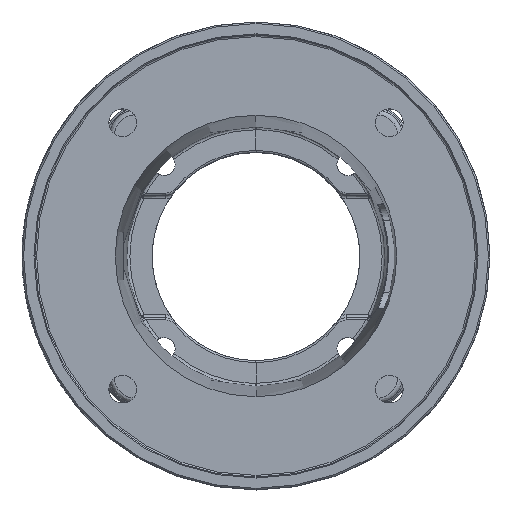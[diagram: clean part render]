
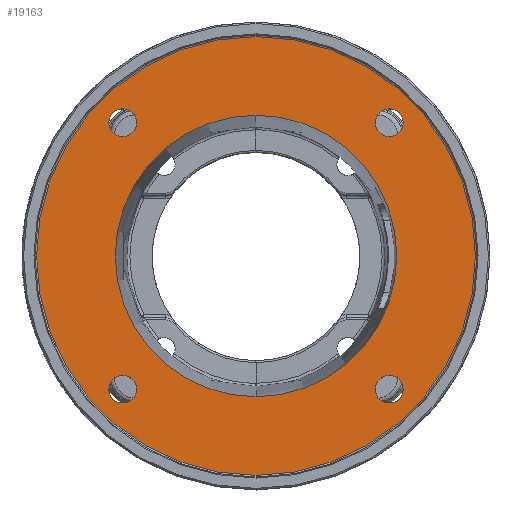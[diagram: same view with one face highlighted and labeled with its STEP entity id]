
A CAD part, top view. The second image highlights one B-rep face of the part: STEP entity #19163.
In plain terms, the highlighted planar face has unit normal (0, 0, 1).
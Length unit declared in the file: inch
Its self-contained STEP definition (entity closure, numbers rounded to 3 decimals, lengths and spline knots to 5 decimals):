
#632=CARTESIAN_POINT('',(0.,0.,-0.2075));
#633=DIRECTION('',(0.,0.,1.));
#634=DIRECTION('',(0.,1.,0.));
#635=AXIS2_PLACEMENT_3D('',#632,#633,#634);
#2292=CARTESIAN_POINT('',(0.,0.,-0.2075));
#2293=DIRECTION('',(0.,0.,1.));
#2294=DIRECTION('',(0.,-1.,0.));
#2295=AXIS2_PLACEMENT_3D('',#2292,#2293,#2294);
#3755=CARTESIAN_POINT('',(0.,0.,-0.2075));
#3756=DIRECTION('',(0.,0.,-1.));
#3757=DIRECTION('',(0.,1.,0.));
#3758=AXIS2_PLACEMENT_3D('',#3755,#3756,#3757);
#3760=CARTESIAN_POINT('',(0.,0.,-0.2075));
#3761=DIRECTION('',(0.,0.,1.));
#3762=DIRECTION('',(0.,1.,0.));
#3763=AXIS2_PLACEMENT_3D('',#3760,#3761,#3762);
#3811=CARTESIAN_POINT('',(-2.56326,2.56326,-0.2075));
#3812=DIRECTION('',(0.,0.,-1.));
#3813=DIRECTION('',(-0.707,0.707,0.));
#3814=AXIS2_PLACEMENT_3D('',#3811,#3812,#3813);
#3821=CARTESIAN_POINT('',(-2.56326,2.56326,-0.2075));
#3822=DIRECTION('',(0.,0.,-1.));
#3823=DIRECTION('',(0.707,-0.707,0.));
#3824=AXIS2_PLACEMENT_3D('',#3821,#3822,#3823);
#3847=CARTESIAN_POINT('',(-2.56326,-2.56326,-0.2075));
#3848=DIRECTION('',(0.,0.,-1.));
#3849=DIRECTION('',(-0.707,-0.707,0.));
#3850=AXIS2_PLACEMENT_3D('',#3847,#3848,#3849);
#3857=CARTESIAN_POINT('',(-2.56326,-2.56326,-0.2075));
#3858=DIRECTION('',(0.,0.,-1.));
#3859=DIRECTION('',(0.707,0.707,0.));
#3860=AXIS2_PLACEMENT_3D('',#3857,#3858,#3859);
#3883=CARTESIAN_POINT('',(2.56326,-2.56326,-0.2075));
#3884=DIRECTION('',(0.,0.,-1.));
#3885=DIRECTION('',(0.707,-0.707,0.));
#3886=AXIS2_PLACEMENT_3D('',#3883,#3884,#3885);
#3893=CARTESIAN_POINT('',(2.56326,-2.56326,-0.2075));
#3894=DIRECTION('',(0.,0.,-1.));
#3895=DIRECTION('',(-0.707,0.707,0.));
#3896=AXIS2_PLACEMENT_3D('',#3893,#3894,#3895);
#3919=CARTESIAN_POINT('',(2.56326,2.56326,-0.2075));
#3920=DIRECTION('',(0.,0.,-1.));
#3921=DIRECTION('',(0.707,0.707,0.));
#3922=AXIS2_PLACEMENT_3D('',#3919,#3920,#3921);
#3929=CARTESIAN_POINT('',(2.56326,2.56326,-0.2075));
#3930=DIRECTION('',(0.,0.,-1.));
#3931=DIRECTION('',(-0.707,-0.707,0.));
#3932=AXIS2_PLACEMENT_3D('',#3929,#3930,#3931);
#12159=CARTESIAN_POINT('',(0.,4.22,-0.2075));
#12161=VERTEX_POINT('',#12159);
#12165=CARTESIAN_POINT('',(0.,-4.22,-0.2075));
#12167=VERTEX_POINT('',#12165);
#12171=CARTESIAN_POINT('',(0.,2.70736,-0.2075));
#12172=CARTESIAN_POINT('',(0.,-2.70736,-0.2075));
#12173=VERTEX_POINT('',#12171);
#12174=VERTEX_POINT('',#12172);
#12179=CARTESIAN_POINT('',(-2.75065,2.75065,-0.2075));
#12180=CARTESIAN_POINT('',(-2.37588,2.37588,-0.2075));
#12181=VERTEX_POINT('',#12179);
#12182=VERTEX_POINT('',#12180);
#12183=CARTESIAN_POINT('',(-2.75065,-2.75065,-0.2075));
#12184=CARTESIAN_POINT('',(-2.37588,-2.37588,-0.2075));
#12185=VERTEX_POINT('',#12183);
#12186=VERTEX_POINT('',#12184);
#12187=CARTESIAN_POINT('',(2.75065,-2.75065,-0.2075));
#12188=CARTESIAN_POINT('',(2.37588,-2.37588,-0.2075));
#12189=VERTEX_POINT('',#12187);
#12190=VERTEX_POINT('',#12188);
#12191=CARTESIAN_POINT('',(2.75065,2.75065,-0.2075));
#12192=CARTESIAN_POINT('',(2.37588,2.37588,-0.2075));
#12193=VERTEX_POINT('',#12191);
#12194=VERTEX_POINT('',#12192);
#19124=CARTESIAN_POINT('',(0.,0.,-0.2075));
#19125=DIRECTION('',(0.,0.,1.));
#19126=DIRECTION('',(0.,1.,0.));
#19127=AXIS2_PLACEMENT_3D('',#19124,#19125,#19126);
#19128=PLANE('',#19127);
#19130=ORIENTED_EDGE('',*,*,#19129,.T.);
#19132=ORIENTED_EDGE('',*,*,#19131,.F.);
#19133=EDGE_LOOP('',(#19130,#19132));
#19134=FACE_OUTER_BOUND('',#19133,.F.);
#19135=ORIENTED_EDGE('',*,*,#13157,.T.);
#19136=ORIENTED_EDGE('',*,*,#16102,.T.);
#19137=EDGE_LOOP('',(#19135,#19136));
#19138=FACE_BOUND('',#19137,.F.);
#19140=ORIENTED_EDGE('',*,*,#19139,.F.);
#19142=ORIENTED_EDGE('',*,*,#19141,.F.);
#19143=EDGE_LOOP('',(#19140,#19142));
#19144=FACE_BOUND('',#19143,.F.);
#19146=ORIENTED_EDGE('',*,*,#19145,.F.);
#19148=ORIENTED_EDGE('',*,*,#19147,.F.);
#19149=EDGE_LOOP('',(#19146,#19148));
#19150=FACE_BOUND('',#19149,.F.);
#19152=ORIENTED_EDGE('',*,*,#19151,.F.);
#19154=ORIENTED_EDGE('',*,*,#19153,.F.);
#19155=EDGE_LOOP('',(#19152,#19154));
#19156=FACE_BOUND('',#19155,.F.);
#19158=ORIENTED_EDGE('',*,*,#19157,.F.);
#19160=ORIENTED_EDGE('',*,*,#19159,.F.);
#19161=EDGE_LOOP('',(#19158,#19160));
#19162=FACE_BOUND('',#19161,.F.);
#19163=ADVANCED_FACE('',(#19134,#19138,#19144,#19150,#19156,#19162),#19128,.T.);
#636=CIRCLE('',#635,2.70736);
#2296=CIRCLE('',#2295,2.70736);
#3759=CIRCLE('',#3758,4.22);
#3764=CIRCLE('',#3763,4.22);
#3815=CIRCLE('',#3814,0.265);
#3825=CIRCLE('',#3824,0.265);
#3851=CIRCLE('',#3850,0.265);
#3861=CIRCLE('',#3860,0.265);
#3887=CIRCLE('',#3886,0.265);
#3897=CIRCLE('',#3896,0.265);
#3923=CIRCLE('',#3922,0.265);
#3933=CIRCLE('',#3932,0.265);
#13157=EDGE_CURVE('',#12173,#12174,#636,.T.);
#16102=EDGE_CURVE('',#12174,#12173,#2296,.T.);
#19129=EDGE_CURVE('',#12161,#12167,#3759,.T.);
#19131=EDGE_CURVE('',#12161,#12167,#3764,.T.);
#19139=EDGE_CURVE('',#12181,#12182,#3815,.T.);
#19141=EDGE_CURVE('',#12182,#12181,#3825,.T.);
#19145=EDGE_CURVE('',#12185,#12186,#3851,.T.);
#19147=EDGE_CURVE('',#12186,#12185,#3861,.T.);
#19151=EDGE_CURVE('',#12189,#12190,#3887,.T.);
#19153=EDGE_CURVE('',#12190,#12189,#3897,.T.);
#19157=EDGE_CURVE('',#12193,#12194,#3923,.T.);
#19159=EDGE_CURVE('',#12194,#12193,#3933,.T.);
